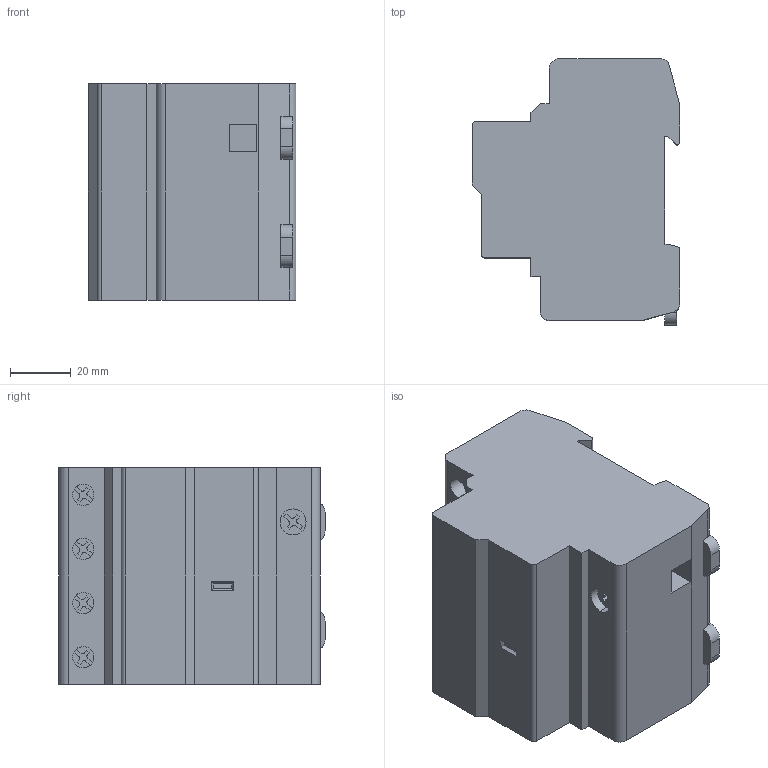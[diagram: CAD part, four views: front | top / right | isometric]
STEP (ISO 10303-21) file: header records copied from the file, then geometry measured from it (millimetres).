
FILE_DESCRIPTION((''),'2;1');
FILE_NAME('B80002802','2017-03-30T',('FRJEGUI'),(''),'CREO PARAMETRIC BY PTC INC, 2016380','CREO PARAMETRIC BY PTC INC, 2016380','');
FILE_SCHEMA(('CONFIG_CONTROL_DESIGN'));
Length unit declared in the file: millimetre
Products named in the file (1): B80002802
Bounding box: 68.4 x 87.5 x 71.2 mm (x, y, z)
Volume: 325598.9 mm3; surface area: 34679.6 mm2
Topology: 1 solids, 1 shells, 173 faces, 477 edges, 318 vertices
Faces by surface type: plane 129, cylinder 44
Entity records: 5543 total; most frequent: CARTESIAN_POINT 982, ORIENTED_EDGE 954, DIRECTION 927, EDGE_CURVE 477, VECTOR 365, LINE 365, VERTEX_POINT 318, AXIS2_PLACEMENT_3D 281
